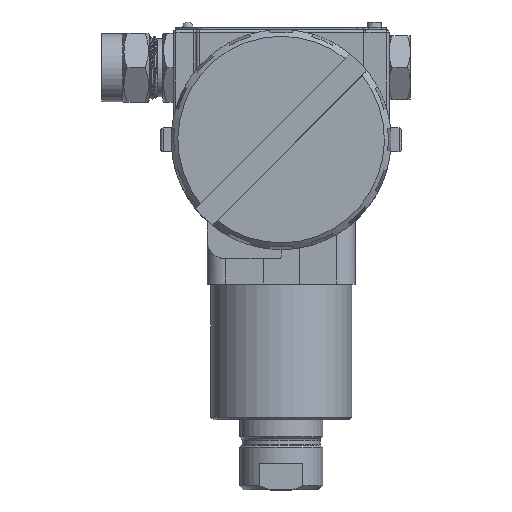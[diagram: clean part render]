
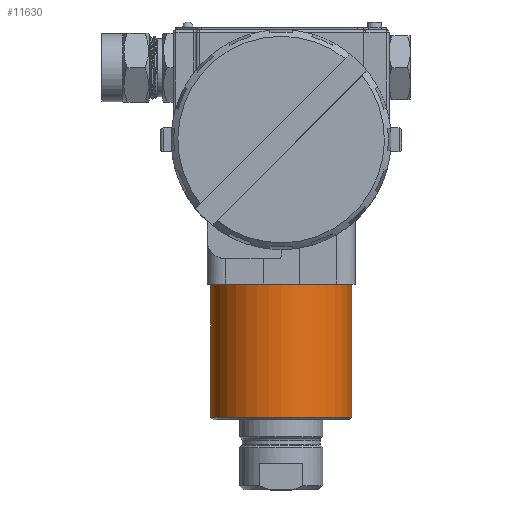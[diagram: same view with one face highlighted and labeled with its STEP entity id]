
A CAD part, top view. The second image highlights one B-rep face of the part: STEP entity #11630.
In plain terms, the highlighted cylindrical face has radius 26.601 mm (diameter 53.202 mm), a full revolution.
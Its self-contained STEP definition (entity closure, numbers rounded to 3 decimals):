
#1398=FACE_OUTER_BOUND('',#2062,.T.);
#2062=EDGE_LOOP('',(#8929,#8930,#8931,#8932));
#2855=LINE('',#27225,#3802);
#3802=VECTOR('',#14241,26.601);
#4608=CIRCLE('',#12563,26.601);
#4609=CIRCLE('',#12565,26.601);
#5137=VERTEX_POINT('',#27220);
#5138=VERTEX_POINT('',#27224);
#6555=EDGE_CURVE('',#5137,#5137,#4608,.T.);
#6557=EDGE_CURVE('',#5137,#5138,#2855,.T.);
#6558=EDGE_CURVE('',#5138,#5138,#4609,.T.);
#8929=ORIENTED_EDGE('',*,*,#6555,.F.);
#8930=ORIENTED_EDGE('',*,*,#6557,.T.);
#8931=ORIENTED_EDGE('',*,*,#6558,.T.);
#8932=ORIENTED_EDGE('',*,*,#6557,.F.);
#11328=CYLINDRICAL_SURFACE('',#12564,26.601);
#11630=ADVANCED_FACE('',(#1398),#11328,.T.);
#12563=AXIS2_PLACEMENT_3D('',#27221,#14236,#14237);
#12564=AXIS2_PLACEMENT_3D('',#27223,#14239,#14240);
#12565=AXIS2_PLACEMENT_3D('',#27226,#14242,#14243);
#14236=DIRECTION('center_axis',(0.,-1.,0.));
#14237=DIRECTION('ref_axis',(1.,0.,0.));
#14239=DIRECTION('center_axis',(0.,-1.,0.));
#14240=DIRECTION('ref_axis',(1.,0.,0.));
#14241=DIRECTION('',(0.,1.,0.));
#14242=DIRECTION('center_axis',(0.,-1.,0.));
#14243=DIRECTION('ref_axis',(1.,0.,0.));
#27220=CARTESIAN_POINT('',(20.399,-104.8,0.));
#27221=CARTESIAN_POINT('Origin',(47.,-104.8,0.));
#27223=CARTESIAN_POINT('Origin',(47.,-79.776,0.));
#27224=CARTESIAN_POINT('',(20.399,-54.753,0.));
#27225=CARTESIAN_POINT('',(20.399,-79.776,0.));
#27226=CARTESIAN_POINT('Origin',(47.,-54.753,0.));
